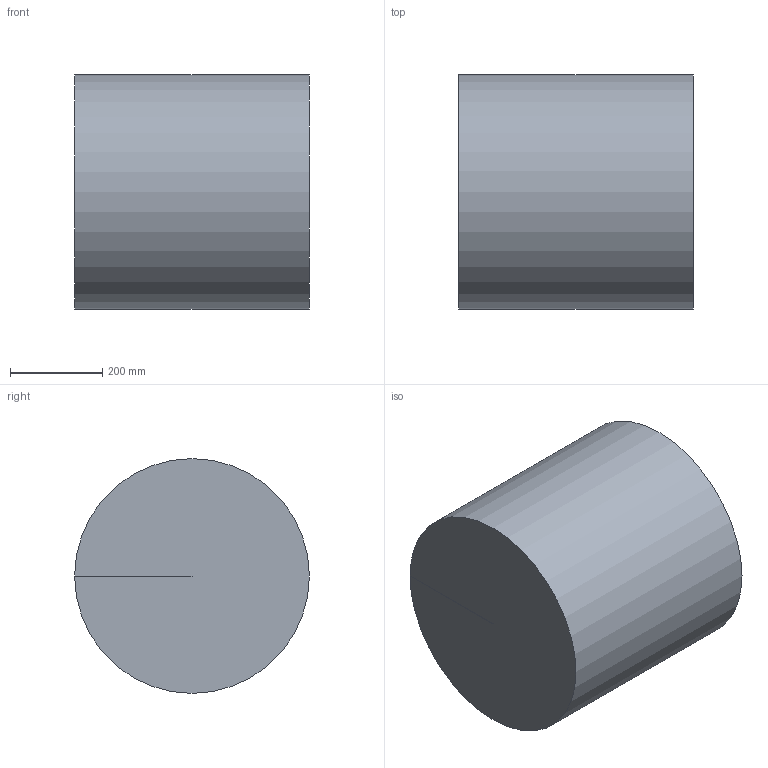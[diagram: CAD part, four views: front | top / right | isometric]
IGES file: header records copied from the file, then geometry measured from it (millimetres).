
Global section: file name: 120-000.IGS; native system: {unknown}; preprocessor: {unknown}; author:  ; organization:  www.IGES5x.org; date: 20020525.195620; units: inch
Bounding box: 508 x 508 x 508 mm (x, y, z)
Surface area: 1013414.1 mm2 (no closed solid volume)
Topology: 0 solids, 1 shells, 2 faces, 6 edges, 5 vertices
Faces by surface type: plane 1, cylinder 1
Full cylindrical faces by diameter (mm): 508 x1
